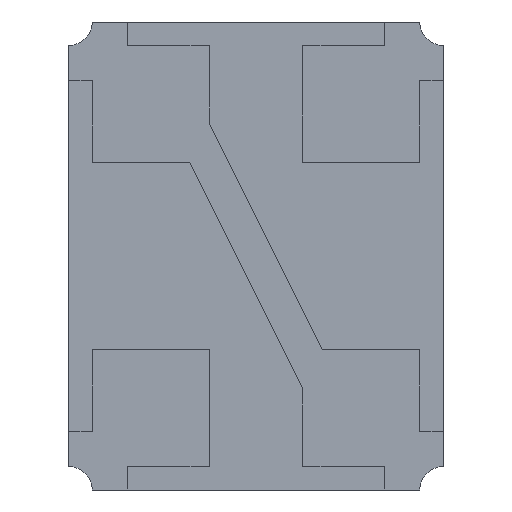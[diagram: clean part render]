
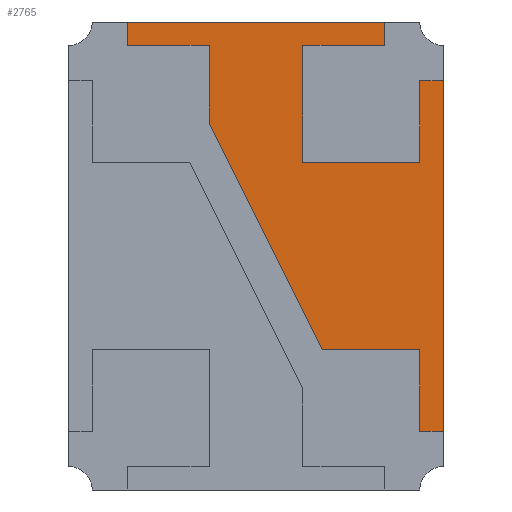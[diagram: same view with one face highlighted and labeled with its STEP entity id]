
A CAD part, front view. The second image highlights one B-rep face of the part: STEP entity #2765.
In plain terms, the highlighted planar face has unit normal (0, -1, 0).
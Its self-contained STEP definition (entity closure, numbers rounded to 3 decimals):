
#6 = CARTESIAN_POINT ( 'NONE',  ( -0.2, 0., 0.9 ) ) ;
#142 = CARTESIAN_POINT ( 'NONE',  ( 0.7, 0., 0.4 ) ) ;
#170 = ORIENTED_EDGE ( 'NONE', *, *, #982, .F. ) ;
#172 = LINE ( 'NONE', #1869, #4072 ) ;
#213 = ORIENTED_EDGE ( 'NONE', *, *, #3206, .F. ) ;
#243 = VERTEX_POINT ( 'NONE', #979 ) ;
#312 = ORIENTED_EDGE ( 'NONE', *, *, #3720, .T. ) ;
#364 = CARTESIAN_POINT ( 'NONE',  ( -0.55, 0., 0. ) ) ;
#468 = ORIENTED_EDGE ( 'NONE', *, *, #2169, .F. ) ;
#482 = CARTESIAN_POINT ( 'NONE',  ( 0., 0., -0.4 ) ) ;
#484 = VERTEX_POINT ( 'NONE', #1207 ) ;
#743 = VECTOR ( 'NONE', #3108, 1000. ) ;
#754 = LINE ( 'NONE', #3762, #3303 ) ;
#813 = VECTOR ( 'NONE', #3918, 1000. ) ;
#859 = CARTESIAN_POINT ( 'NONE',  ( 0.8, 0., 0.75 ) ) ;
#879 = DIRECTION ( 'NONE',  ( 0., 0., 1. ) ) ;
#889 = CARTESIAN_POINT ( 'NONE',  ( -0.8, 0., 1. ) ) ;
#978 = ORIENTED_EDGE ( 'NONE', *, *, #1542, .F. ) ;
#979 = CARTESIAN_POINT ( 'NONE',  ( 0.284, 0., -0.4 ) ) ;
#982 = EDGE_CURVE ( 'NONE', #4201, #4024, #2122, .T. ) ;
#990 = EDGE_CURVE ( 'NONE', #4036, #1087, #1711, .T. ) ;
#1005 = CARTESIAN_POINT ( 'NONE',  ( -0.2, 0., 0. ) ) ;
#1085 = VERTEX_POINT ( 'NONE', #2366 ) ;
#1087 = VERTEX_POINT ( 'NONE', #859 ) ;
#1185 = CARTESIAN_POINT ( 'NONE',  ( 0.8, 0., 0.75 ) ) ;
#1207 = CARTESIAN_POINT ( 'NONE',  ( 0.55, 0., 1. ) ) ;
#1361 = VECTOR ( 'NONE', #3649, 1000. ) ;
#1379 = VERTEX_POINT ( 'NONE', #3072 ) ;
#1385 = CARTESIAN_POINT ( 'NONE',  ( 0.284, 0., -0.4 ) ) ;
#1443 = CARTESIAN_POINT ( 'NONE',  ( 0., 0., 0.9 ) ) ;
#1469 = LINE ( 'NONE', #364, #3250 ) ;
#1490 = ORIENTED_EDGE ( 'NONE', *, *, #990, .T. ) ;
#1542 = EDGE_CURVE ( 'NONE', #3289, #2883, #4570, .T. ) ;
#1577 = VECTOR ( 'NONE', #3891, 1000. ) ;
#1656 = DIRECTION ( 'NONE',  ( 0., 1., 0. ) ) ;
#1681 = EDGE_CURVE ( 'NONE', #4036, #1379, #3602, .T. ) ;
#1711 = LINE ( 'NONE', #2673, #4515 ) ;
#1742 = CARTESIAN_POINT ( 'NONE',  ( -0.2, 0., 0.568 ) ) ;
#1760 = EDGE_CURVE ( 'NONE', #2879, #3583, #4516, .T. ) ;
#1781 = EDGE_CURVE ( 'NONE', #2813, #2956, #1469, .T. ) ;
#1869 = CARTESIAN_POINT ( 'NONE',  ( 0.55, 0., 0. ) ) ;
#1889 = DIRECTION ( 'NONE',  ( 0., 0., -1. ) ) ;
#2107 = DIRECTION ( 'NONE',  ( -0.447, 0., 0.894 ) ) ;
#2122 = LINE ( 'NONE', #4552, #1577 ) ;
#2133 = DIRECTION ( 'NONE',  ( -1., 0., 0. ) ) ;
#2169 = EDGE_CURVE ( 'NONE', #4024, #2206, #754, .T. ) ;
#2206 = VERTEX_POINT ( 'NONE', #3436 ) ;
#2271 = LINE ( 'NONE', #4100, #3402 ) ;
#2321 = VECTOR ( 'NONE', #2107, 1000. ) ;
#2330 = VECTOR ( 'NONE', #2338, 1000. ) ;
#2338 = DIRECTION ( 'NONE',  ( -1., 0., 0. ) ) ;
#2348 = ORIENTED_EDGE ( 'NONE', *, *, #1781, .F. ) ;
#2366 = CARTESIAN_POINT ( 'NONE',  ( 0.7, 0., -0.4 ) ) ;
#2393 = CARTESIAN_POINT ( 'NONE',  ( 0.7, 0., 0. ) ) ;
#2400 = FACE_OUTER_BOUND ( 'NONE', #4061, .T. ) ;
#2432 = CARTESIAN_POINT ( 'NONE',  ( 0., 0., 0. ) ) ;
#2509 = VECTOR ( 'NONE', #3828, 1000. ) ;
#2589 = VECTOR ( 'NONE', #2133, 1000. ) ;
#2673 = CARTESIAN_POINT ( 'NONE',  ( 0.8, 0., 1. ) ) ;
#2743 = LINE ( 'NONE', #889, #743 ) ;
#2748 = CARTESIAN_POINT ( 'NONE',  ( 0.7, 0., 0. ) ) ;
#2765 = ADVANCED_FACE ( 'NONE', ( #2400 ), #3047, .F. ) ;
#2813 = VERTEX_POINT ( 'NONE', #4337 ) ;
#2858 = CARTESIAN_POINT ( 'NONE',  ( -0.55, 0., 1. ) ) ;
#2879 = VERTEX_POINT ( 'NONE', #1742 ) ;
#2883 = VERTEX_POINT ( 'NONE', #3994 ) ;
#2904 = ORIENTED_EDGE ( 'NONE', *, *, #4043, .F. ) ;
#2946 = CARTESIAN_POINT ( 'NONE',  ( 0., 0., -0.75 ) ) ;
#2956 = VERTEX_POINT ( 'NONE', #2858 ) ;
#2997 = DIRECTION ( 'NONE',  ( 0., 0., 1. ) ) ;
#3018 = ORIENTED_EDGE ( 'NONE', *, *, #1760, .F. ) ;
#3035 = LINE ( 'NONE', #1385, #2321 ) ;
#3047 = PLANE ( 'NONE',  #4031 ) ;
#3072 = CARTESIAN_POINT ( 'NONE',  ( 0.7, 0., -0.75 ) ) ;
#3096 = EDGE_CURVE ( 'NONE', #2206, #3289, #2271, .T. ) ;
#3108 = DIRECTION ( 'NONE',  ( -1., 0., 0. ) ) ;
#3147 = ORIENTED_EDGE ( 'NONE', *, *, #3960, .F. ) ;
#3181 = ORIENTED_EDGE ( 'NONE', *, *, #4209, .F. ) ;
#3206 = EDGE_CURVE ( 'NONE', #1085, #243, #3755, .T. ) ;
#3217 = DIRECTION ( 'NONE',  ( 0., 0., 1. ) ) ;
#3250 = VECTOR ( 'NONE', #2997, 1000. ) ;
#3284 = EDGE_CURVE ( 'NONE', #484, #2956, #2743, .T. ) ;
#3289 = VERTEX_POINT ( 'NONE', #142 ) ;
#3303 = VECTOR ( 'NONE', #4606, 1000. ) ;
#3402 = VECTOR ( 'NONE', #4508, 1000. ) ;
#3407 = CARTESIAN_POINT ( 'NONE',  ( 0.55, 0., 0.9 ) ) ;
#3436 = CARTESIAN_POINT ( 'NONE',  ( 0.2, 0., 0.4 ) ) ;
#3497 = ORIENTED_EDGE ( 'NONE', *, *, #3284, .T. ) ;
#3583 = VERTEX_POINT ( 'NONE', #6 ) ;
#3602 = LINE ( 'NONE', #2946, #2589 ) ;
#3649 = DIRECTION ( 'NONE',  ( 0., 0., 1. ) ) ;
#3663 = LINE ( 'NONE', #2748, #4895 ) ;
#3720 = EDGE_CURVE ( 'NONE', #1087, #2883, #4367, .T. ) ;
#3755 = LINE ( 'NONE', #482, #2330 ) ;
#3762 = CARTESIAN_POINT ( 'NONE',  ( 0.2, 0., 0. ) ) ;
#3828 = DIRECTION ( 'NONE',  ( -1., 0., 0. ) ) ;
#3891 = DIRECTION ( 'NONE',  ( -1., 0., 0. ) ) ;
#3918 = DIRECTION ( 'NONE',  ( 0., 0., 1. ) ) ;
#3958 = CARTESIAN_POINT ( 'NONE',  ( 0.8, 0., -0.75 ) ) ;
#3960 = EDGE_CURVE ( 'NONE', #243, #2879, #3035, .T. ) ;
#3994 = CARTESIAN_POINT ( 'NONE',  ( 0.7, 0., 0.75 ) ) ;
#4001 = CARTESIAN_POINT ( 'NONE',  ( 0.2, 0., 0.9 ) ) ;
#4024 = VERTEX_POINT ( 'NONE', #4001 ) ;
#4031 = AXIS2_PLACEMENT_3D ( 'NONE', #2432, #1656, #4705 ) ;
#4036 = VERTEX_POINT ( 'NONE', #3958 ) ;
#4043 = EDGE_CURVE ( 'NONE', #3583, #2813, #4228, .T. ) ;
#4061 = EDGE_LOOP ( 'NONE', ( #3147, #213, #4208, #4876, #1490, #312, #978, #4734, #468, #170, #3181, #3497, #2348, #2904, #3018 ) ) ;
#4072 = VECTOR ( 'NONE', #1889, 1000. ) ;
#4100 = CARTESIAN_POINT ( 'NONE',  ( 0., 0., 0.4 ) ) ;
#4167 = VECTOR ( 'NONE', #4914, 1000. ) ;
#4201 = VERTEX_POINT ( 'NONE', #3407 ) ;
#4208 = ORIENTED_EDGE ( 'NONE', *, *, #4489, .F. ) ;
#4209 = EDGE_CURVE ( 'NONE', #484, #4201, #172, .T. ) ;
#4228 = LINE ( 'NONE', #1443, #4167 ) ;
#4337 = CARTESIAN_POINT ( 'NONE',  ( -0.55, 0., 0.9 ) ) ;
#4367 = LINE ( 'NONE', #1185, #2509 ) ;
#4489 = EDGE_CURVE ( 'NONE', #1379, #1085, #3663, .T. ) ;
#4508 = DIRECTION ( 'NONE',  ( 1., 0., 0. ) ) ;
#4515 = VECTOR ( 'NONE', #879, 1000. ) ;
#4516 = LINE ( 'NONE', #1005, #1361 ) ;
#4552 = CARTESIAN_POINT ( 'NONE',  ( 0., 0., 0.9 ) ) ;
#4570 = LINE ( 'NONE', #2393, #813 ) ;
#4606 = DIRECTION ( 'NONE',  ( 0., 0., -1. ) ) ;
#4705 = DIRECTION ( 'NONE',  ( -1., 0., 0. ) ) ;
#4734 = ORIENTED_EDGE ( 'NONE', *, *, #3096, .F. ) ;
#4876 = ORIENTED_EDGE ( 'NONE', *, *, #1681, .F. ) ;
#4895 = VECTOR ( 'NONE', #3217, 1000. ) ;
#4914 = DIRECTION ( 'NONE',  ( -1., 0., 0. ) ) ;
